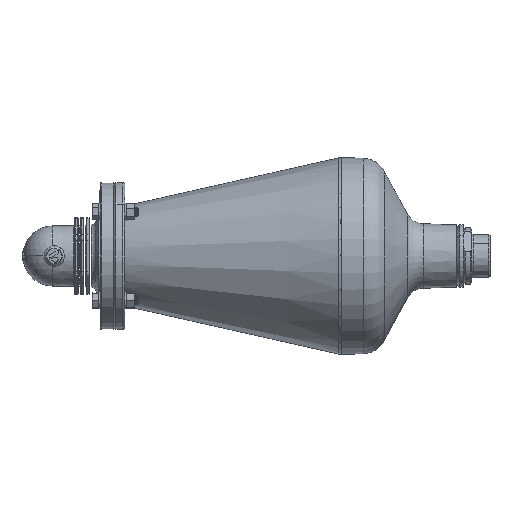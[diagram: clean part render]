
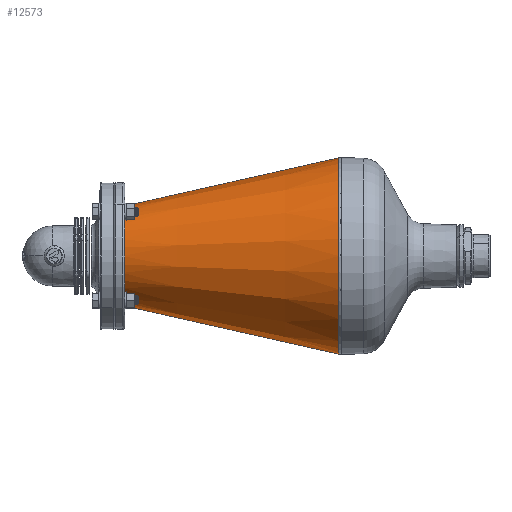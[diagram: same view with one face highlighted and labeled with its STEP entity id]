
A CAD part, left-side view. The second image highlights one B-rep face of the part: STEP entity #12573.
In plain terms, the highlighted conical face has half-angle 12.68 degrees and reference radius 68.1 mm.
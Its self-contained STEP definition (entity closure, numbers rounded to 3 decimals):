
#6087 = CARTESIAN_POINT ( 'NONE',  ( 0., 2.095, 135.129 ) ) ;
#6088 = CARTESIAN_POINT ( 'NONE',  ( 0., 300., -68.1 ) ) ;
#6090 = CARTESIAN_POINT ( 'NONE',  ( 0., 2.095, -135.129 ) ) ;
#6093 = CARTESIAN_POINT ( 'NONE',  ( 0., 300., 68.1 ) ) ;
#10836 = EDGE_CURVE ( 'NONE', #23211, #23213, #17552, .T. ) ;
#10841 = EDGE_CURVE ( 'NONE', #23216, #23210, #17560, .T. ) ;
#10848 = EDGE_CURVE ( 'NONE', #23210, #23213, #17569, .T. ) ;
#10849 = EDGE_CURVE ( 'NONE', #23216, #23211, #17570, .T. ) ;
#12030 = AXIS2_PLACEMENT_3D ( 'NONE', #17083, #17084, #17085 ) ;
#12031 = AXIS2_PLACEMENT_3D ( 'NONE', #17086, #17087, #17088 ) ;
#12284 = AXIS2_PLACEMENT_3D ( 'NONE', #20916, #20914, #20912 ) ;
#12573 = ADVANCED_FACE ( 'NONE', ( #14044 ), #14060, .T. ) ;
#14044 = FACE_OUTER_BOUND ( 'NONE', #19684, .T. ) ;
#14060 = CONICAL_SURFACE ( 'NONE', #12284, 68.1, 0.221 ) ;
#16066 = ORIENTED_EDGE ( 'NONE', *, *, #10848, .F. ) ;
#16068 = ORIENTED_EDGE ( 'NONE', *, *, #10836, .T. ) ;
#16070 = ORIENTED_EDGE ( 'NONE', *, *, #10849, .T. ) ;
#16072 = ORIENTED_EDGE ( 'NONE', *, *, #10841, .F. ) ;
#17002 = CARTESIAN_POINT ( 'NONE',  ( 0., 300., -68.1 ) ) ;
#17007 = DIRECTION ( 'NONE',  ( 0., -0.976, -0.22 ) ) ;
#17014 = DIRECTION ( 'NONE',  ( 0., -0.976, 0.22 ) ) ;
#17019 = CARTESIAN_POINT ( 'NONE',  ( 0., 300., 68.1 ) ) ;
#17083 = CARTESIAN_POINT ( 'NONE',  ( 0., 2.095, 0. ) ) ;
#17084 = DIRECTION ( 'NONE',  ( 0., -1., 0. ) ) ;
#17085 = DIRECTION ( 'NONE',  ( 0., 0., -1. ) ) ;
#17086 = CARTESIAN_POINT ( 'NONE',  ( 0., 300., 0. ) ) ;
#17087 = DIRECTION ( 'NONE',  ( 0., -1., 0. ) ) ;
#17088 = DIRECTION ( 'NONE',  ( 0., 0., -1. ) ) ;
#17552 = LINE ( 'NONE', #17002, #17556 ) ;
#17556 = VECTOR ( 'NONE', #17007, 1000. ) ;
#17560 = LINE ( 'NONE', #17019, #17563 ) ;
#17563 = VECTOR ( 'NONE', #17014, 1000. ) ;
#17569 = CIRCLE ( 'NONE', #12030, 135.129 ) ;
#17570 = CIRCLE ( 'NONE', #12031, 68.1 ) ;
#19684 = EDGE_LOOP ( 'NONE', ( #16072, #16070, #16068, #16066 ) ) ;
#20912 = DIRECTION ( 'NONE',  ( 0., 0., -1. ) ) ;
#20914 = DIRECTION ( 'NONE',  ( 0., -1., 0. ) ) ;
#20916 = CARTESIAN_POINT ( 'NONE',  ( 0., 300., 0. ) ) ;
#23210 = VERTEX_POINT ( 'NONE', #6087 ) ;
#23211 = VERTEX_POINT ( 'NONE', #6088 ) ;
#23213 = VERTEX_POINT ( 'NONE', #6090 ) ;
#23216 = VERTEX_POINT ( 'NONE', #6093 ) ;
